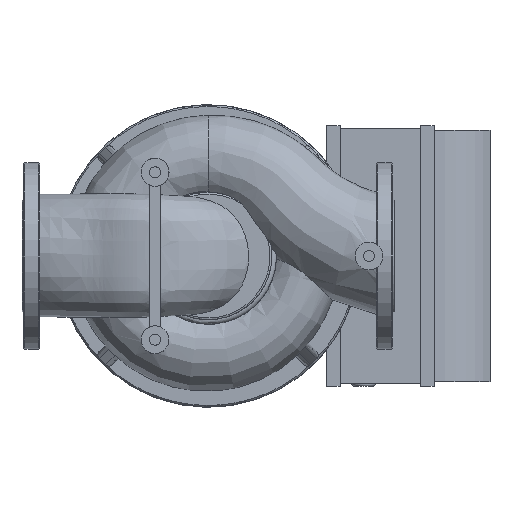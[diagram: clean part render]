
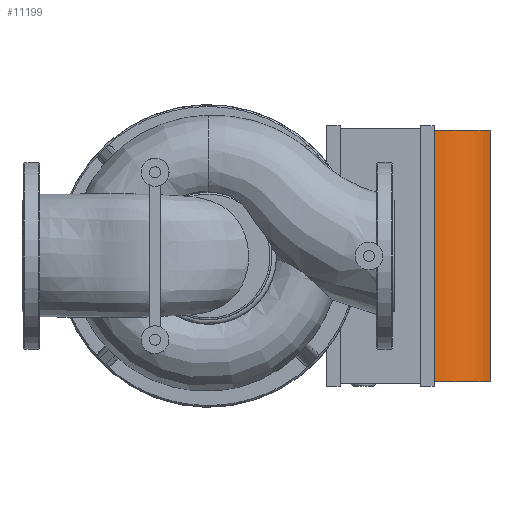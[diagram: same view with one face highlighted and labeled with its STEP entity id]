
A CAD part, front view. The second image highlights one B-rep face of the part: STEP entity #11199.
In plain terms, the highlighted cylindrical face has radius 70 mm (diameter 140 mm), a partial arc.
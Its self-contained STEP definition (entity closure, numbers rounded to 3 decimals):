
#1046=LINE($,#25412,#1987);
#1047=LINE($,#25416,#1988);
#1987=VECTOR($,#15379,270.);
#1988=VECTOR($,#15384,270.);
#3309=FACE_OUTER_BOUND($,#4116,.T.);
#4116=EDGE_LOOP($,(#10106,#10107,#10108,#10109));
#4694=CIRCLE($,#12365,70.);
#4697=CIRCLE($,#12370,70.);
#5631=VERTEX_POINT($,#25404);
#5632=VERTEX_POINT($,#25405);
#5633=VERTEX_POINT($,#25410);
#5634=VERTEX_POINT($,#25414);
#7143=EDGE_CURVE($,#5631,#5632,#4694,.T.);
#7147=EDGE_CURVE($,#5632,#5633,#1046,.T.);
#7148=EDGE_CURVE($,#5633,#5634,#4697,.T.);
#7149=EDGE_CURVE($,#5631,#5634,#1047,.T.);
#10106=ORIENTED_EDGE($,*,*,#7148,.T.);
#10107=ORIENTED_EDGE($,*,*,#7149,.F.);
#10108=ORIENTED_EDGE($,*,*,#7143,.T.);
#10109=ORIENTED_EDGE($,*,*,#7147,.T.);
#10609=CYLINDRICAL_SURFACE($,#12369,70.);
#11199=ADVANCED_FACE($,(#3309),#10609,.T.);
#12365=AXIS2_PLACEMENT_3D($,#25406,#15370,#15371);
#12369=AXIS2_PLACEMENT_3D($,#25413,#15380,#15381);
#12370=AXIS2_PLACEMENT_3D($,#25415,#15382,#15383);
#15370=DIRECTION('center_axis',(0.,0.,1.));
#15371=DIRECTION('ref_axis',(0.,-1.,0.));
#15379=DIRECTION($,(0.,0.,1.));
#15380=DIRECTION('center_axis',(0.,0.,1.));
#15381=DIRECTION('ref_axis',(0.,-1.,0.));
#15382=DIRECTION('center_axis',(0.,0.,-1.));
#15383=DIRECTION('ref_axis',(0.,-1.,0.));
#15384=DIRECTION($,(0.,0.,1.));
#25404=CARTESIAN_POINT('',(443.,315.,-135.));
#25405=CARTESIAN_POINT('',(503.,348.944,-135.));
#25406=CARTESIAN_POINT('Origin',(443.,385.,-135.));
#25410=CARTESIAN_POINT('',(503.,348.944,135.));
#25412=CARTESIAN_POINT($,(503.,348.944,0.));
#25413=CARTESIAN_POINT('Origin',(443.,385.,0.));
#25414=CARTESIAN_POINT('',(443.,315.,135.));
#25415=CARTESIAN_POINT('Origin',(443.,385.,135.));
#25416=CARTESIAN_POINT($,(443.,315.,0.));
